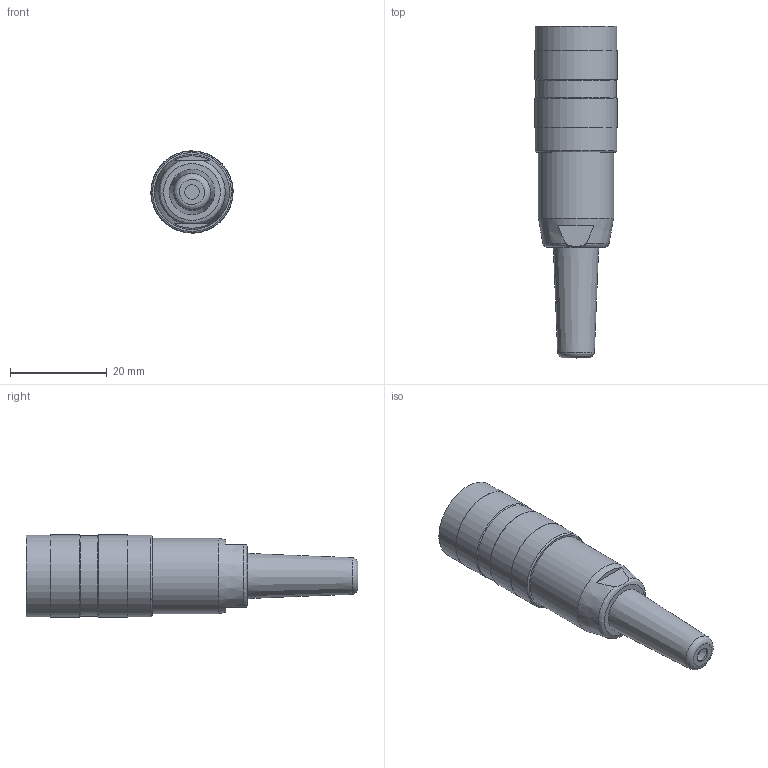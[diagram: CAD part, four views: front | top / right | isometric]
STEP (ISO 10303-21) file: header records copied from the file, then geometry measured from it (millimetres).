
FILE_DESCRIPTION(/* description */ (''),/* implementation_level */ '2;1');
FILE_NAME(/* name */ 't 3361 001 unxc001-01.stp',/* time_stamp */ '2019-07-08T16:28:30+02:00',/* author */ (''),/* organization */ (''),/* preprocessor_version */ 'ST-DEVELOPER v16.7',/* originating_system */ 'SIEMENS PLM Software NX 12.0',/* authorisation */ '');
FILE_SCHEMA (('AUTOMOTIVE_DESIGN { 1 0 10303 214 3 1 1 1 }'));
Length unit declared in the file: millimetre
Products named in the file (1): t 3361 001 unxc001-01
Bounding box: 16.97 x 68.5 x 16.97 mm (x, y, z)
Volume: 9941 mm3; surface area: 4242.5 mm2
Topology: 1 solids, 1 shells, 104 faces, 265 edges, 174 vertices
Faces by surface type: plane 66, cylinder 18, cone 13, bspline 7
Full cylindrical faces by diameter (mm): 3 x1, 14.2 x1, 15 x1, 15.5 x1, 16.6 x1, 16.9 x2, 17 x2
Entity records: 3885 total; most frequent: CARTESIAN_POINT 1358, ORIENTED_EDGE 484, DIRECTION 463, EDGE_CURVE 242, VERTEX_POINT 169, AXIS2_PLACEMENT_3D 167, EDGE_LOOP 133, LINE 129
